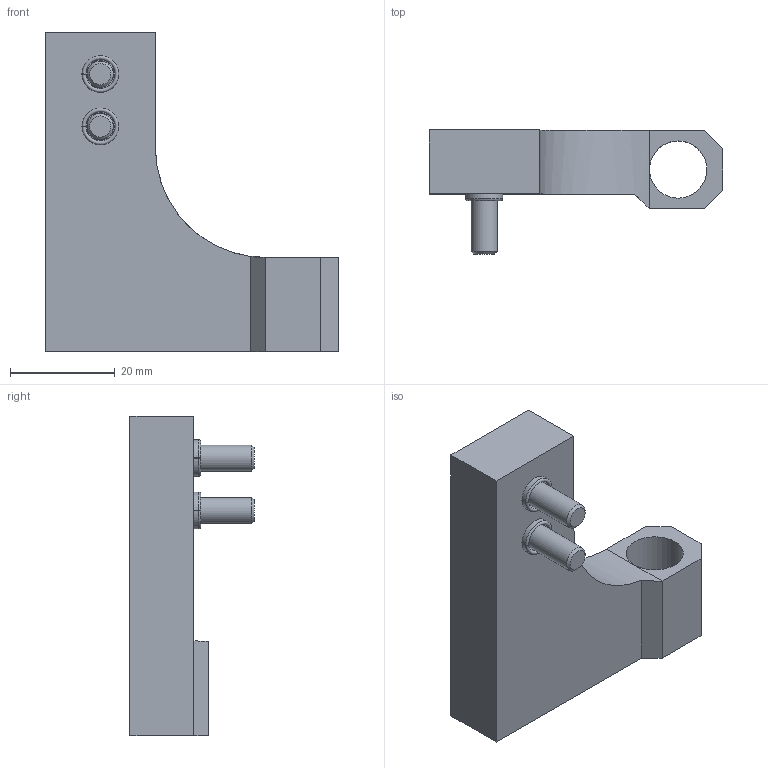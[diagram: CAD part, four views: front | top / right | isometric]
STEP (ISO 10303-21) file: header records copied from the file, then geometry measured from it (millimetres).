
FILE_DESCRIPTION(/* description */ ('STEP AP214'),/* implementation_level */ '2;1');
FILE_NAME(/* name */ '1812472_DADP-ES-G6-16',/* time_stamp */ '2024-08-12T19:53:09+02:00',/* author */ ('License CC BY-ND 4.0'),/* organization */ ('CADENAS'),/* preprocessor_version */ 'ST-DEVELOPER v19.3',/* originating_system */ 'PARTsolutions',/* authorisation */ ' ');
FILE_SCHEMA (('AUTOMOTIVE_DESIGN {1 0 10303 214 3 1 1}'));
Length unit declared in the file: millimetre
Products named in the file (4): 1812472 DADP-ES-G6-16; 1812472 DADP-ES-G6-16---(p); DIN-912 - M5x18(F); 8146544 ZBH-7-B
Assembly tree (5 placements, depth 2):
  1812472 DADP-ES-G6-16
    1812472 DADP-ES-G6-16---(p)
    DIN-912 - M5x18(F)  x2
    8146544 ZBH-7-B  x2
Bounding box: 56 x 23.7 x 61 mm (x, y, z)
Volume: 23289 mm3; surface area: 9044.3 mm2
Topology: 5 solids, 5 shells, 94 faces, 193 edges, 114 vertices
Faces by surface type: plane 51, cone 23, cylinder 16, torus 4
Full cylindrical faces by diameter (mm): 5 x2, 5.5 x2, 7 x2, 8.5 x2, 10.917 x1
Entity records: 1651 total; most frequent: CARTESIAN_POINT 292, DIRECTION 275, ORIENTED_EDGE 222, EDGE_CURVE 111, AXIS2_PLACEMENT_3D 108, FACE_BOUND 84, EDGE_LOOP 83, VERTEX_POINT 75
